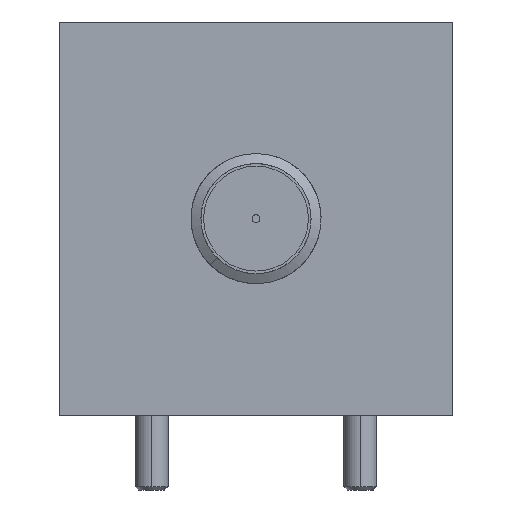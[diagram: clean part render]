
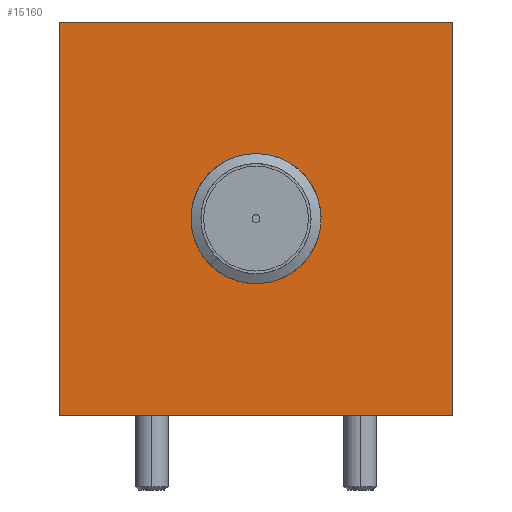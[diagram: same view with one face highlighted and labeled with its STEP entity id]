
A CAD part, left-side view. The second image highlights one B-rep face of the part: STEP entity #15160.
In plain terms, the highlighted planar face has unit normal (-1, 0, 0).
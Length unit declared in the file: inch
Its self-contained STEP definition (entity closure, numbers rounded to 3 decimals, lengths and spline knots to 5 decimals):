
#174 = DIRECTION ( 'NONE',  ( -1., 0., 0. ) ) ;
#369 = DIRECTION ( 'NONE',  ( 1., 0., 0. ) ) ;
#517 = LINE ( 'NONE', #3814, #5575 ) ;
#630 = EDGE_CURVE ( 'NONE', #6048, #16880, #12402, .T. ) ;
#1575 = VECTOR ( 'NONE', #6198, 39.37008 ) ;
#2034 = EDGE_CURVE ( 'NONE', #6048, #24697, #16743, .T. ) ;
#3814 = CARTESIAN_POINT ( 'NONE',  ( -0.5775, 0., 0. ) ) ;
#4176 = ORIENTED_EDGE ( 'NONE', *, *, #13866, .F. ) ;
#5575 = VECTOR ( 'NONE', #10880, 39.37008 ) ;
#6048 = VERTEX_POINT ( 'NONE', #26771 ) ;
#6198 = DIRECTION ( 'NONE',  ( 0., 0., 1. ) ) ;
#6539 = CIRCLE ( 'NONE', #17590, 0.1105 ) ;
#6870 = EDGE_CURVE ( 'NONE', #16880, #8086, #517, .T. ) ;
#7564 = ORIENTED_EDGE ( 'NONE', *, *, #2034, .F. ) ;
#7606 = DIRECTION ( 'NONE',  ( 0., -1., 0. ) ) ;
#7619 = EDGE_LOOP ( 'NONE', ( #29827, #7564, #7706, #9203 ) ) ;
#7631 = DIRECTION ( 'NONE',  ( -1., 0., 0. ) ) ;
#7706 = ORIENTED_EDGE ( 'NONE', *, *, #630, .T. ) ;
#8086 = VERTEX_POINT ( 'NONE', #21685 ) ;
#8562 = FACE_OUTER_BOUND ( 'NONE', #7619, .T. ) ;
#9046 = CARTESIAN_POINT ( 'NONE',  ( -0.5775, 0.75, 0.375 ) ) ;
#9203 = ORIENTED_EDGE ( 'NONE', *, *, #6870, .T. ) ;
#10396 = CARTESIAN_POINT ( 'NONE',  ( -0.5775, 0.75, 0.375 ) ) ;
#10462 = EDGE_LOOP ( 'NONE', ( #20632, #4176 ) ) ;
#10880 = DIRECTION ( 'NONE',  ( 0., 0., 1. ) ) ;
#12151 = AXIS2_PLACEMENT_3D ( 'NONE', #10396, #369, #20057 ) ;
#12354 = DIRECTION ( 'NONE',  ( 0., 0., 1. ) ) ;
#12402 = LINE ( 'NONE', #29875, #20148 ) ;
#12568 = CARTESIAN_POINT ( 'NONE',  ( -0.5775, 0.375, 0. ) ) ;
#13469 = EDGE_CURVE ( 'NONE', #8086, #24697, #23392, .T. ) ;
#13866 = EDGE_CURVE ( 'NONE', #16995, #14922, #25327, .T. ) ;
#14612 = AXIS2_PLACEMENT_3D ( 'NONE', #12568, #7631, #12354 ) ;
#14922 = VERTEX_POINT ( 'NONE', #20927 ) ;
#15160 = ADVANCED_FACE ( 'NONE', ( #8562, #18299 ), #29809, .F. ) ;
#15655 = VECTOR ( 'NONE', #17056, 39.37008 ) ;
#16743 = LINE ( 'NONE', #9046, #1575 ) ;
#16880 = VERTEX_POINT ( 'NONE', #31159 ) ;
#16995 = VERTEX_POINT ( 'NONE', #23930 ) ;
#17056 = DIRECTION ( 'NONE',  ( 0., 1., 0. ) ) ;
#17590 = AXIS2_PLACEMENT_3D ( 'NONE', #19666, #174, #29619 ) ;
#18299 = FACE_BOUND ( 'NONE', #10462, .T. ) ;
#19666 = CARTESIAN_POINT ( 'NONE',  ( -0.5775, 0.375, 0. ) ) ;
#20057 = DIRECTION ( 'NONE',  ( 0., 0., -1. ) ) ;
#20148 = VECTOR ( 'NONE', #7606, 39.37008 ) ;
#20632 = ORIENTED_EDGE ( 'NONE', *, *, #22957, .F. ) ;
#20927 = CARTESIAN_POINT ( 'NONE',  ( -0.5775, 0.375, 0.1105 ) ) ;
#21685 = CARTESIAN_POINT ( 'NONE',  ( -0.5775, 0., 0.375 ) ) ;
#22957 = EDGE_CURVE ( 'NONE', #14922, #16995, #6539, .T. ) ;
#23392 = LINE ( 'NONE', #32205, #15655 ) ;
#23930 = CARTESIAN_POINT ( 'NONE',  ( -0.5775, 0.375, -0.1105 ) ) ;
#24697 = VERTEX_POINT ( 'NONE', #25795 ) ;
#25327 = CIRCLE ( 'NONE', #14612, 0.1105 ) ;
#25795 = CARTESIAN_POINT ( 'NONE',  ( -0.5775, 0.75, 0.375 ) ) ;
#26771 = CARTESIAN_POINT ( 'NONE',  ( -0.5775, 0.75, -0.375 ) ) ;
#29619 = DIRECTION ( 'NONE',  ( 0., 0., 1. ) ) ;
#29809 = PLANE ( 'NONE',  #12151 ) ;
#29827 = ORIENTED_EDGE ( 'NONE', *, *, #13469, .T. ) ;
#29875 = CARTESIAN_POINT ( 'NONE',  ( -0.5775, 0.75, -0.375 ) ) ;
#31159 = CARTESIAN_POINT ( 'NONE',  ( -0.5775, 0., -0.375 ) ) ;
#32205 = CARTESIAN_POINT ( 'NONE',  ( -0.5775, 0.75, 0.375 ) ) ;
